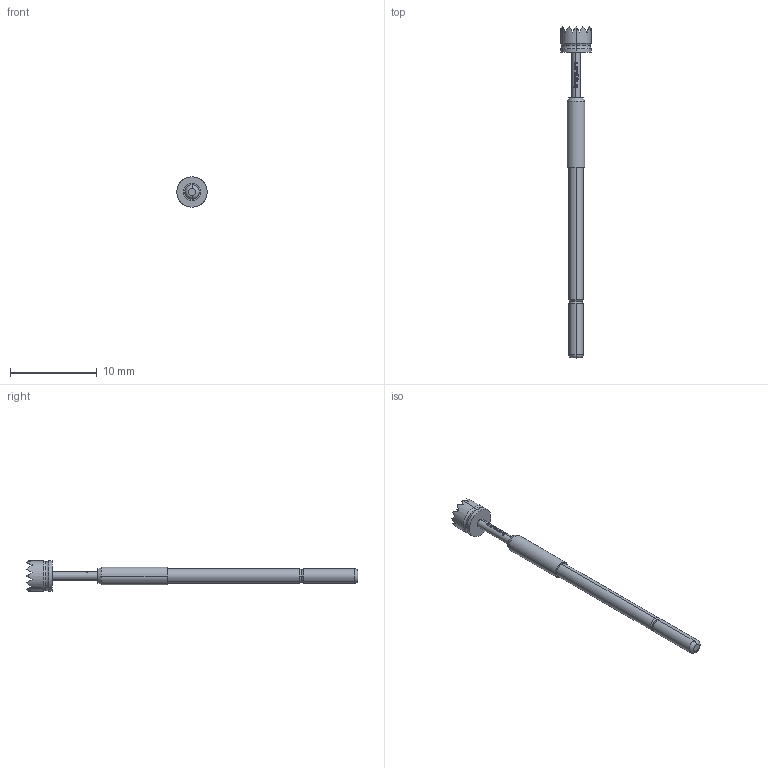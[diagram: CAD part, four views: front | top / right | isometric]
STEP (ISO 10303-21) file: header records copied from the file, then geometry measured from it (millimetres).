
FILE_DESCRIPTION (( 'STEP AP203' ), '1' );
FILE_NAME ('INGUN_HSS-118_306_350_A_xx08.STEP', '2022-02-02T11:00:43', ( 'ochi' ), ( '' ), 'SwSTEP 2.0', 'SolidWorks 2018', '' );
FILE_SCHEMA (( 'CONFIG_CONTROL_DESIGN' ));
Length unit declared in the file: millimetre
Products named in the file (1): INGUN_HSS-118_306_350_A_xx08
Bounding box: 3.5 x 38.3 x 3.5 mm (x, y, z)
Volume: 99.8 mm3; surface area: 241.8 mm2
Topology: 1 solids, 1 shells, 184 faces, 429 edges, 251 vertices
Faces by surface type: plane 100, bspline 50, cylinder 22, torus 10, cone 2
Entity records: 6186 total; most frequent: CARTESIAN_POINT 2633, ORIENTED_EDGE 858, DIRECTION 493, EDGE_CURVE 429, VERTEX_POINT 251, B_SPLINE_CURVE_WITH_KNOTS 204, EDGE_LOOP 188, FACE_OUTER_BOUND 184
